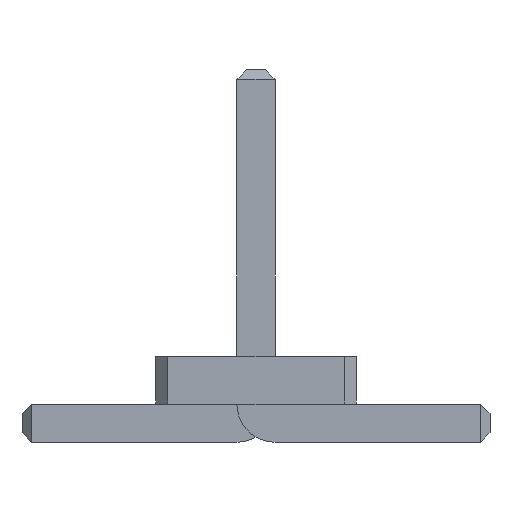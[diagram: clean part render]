
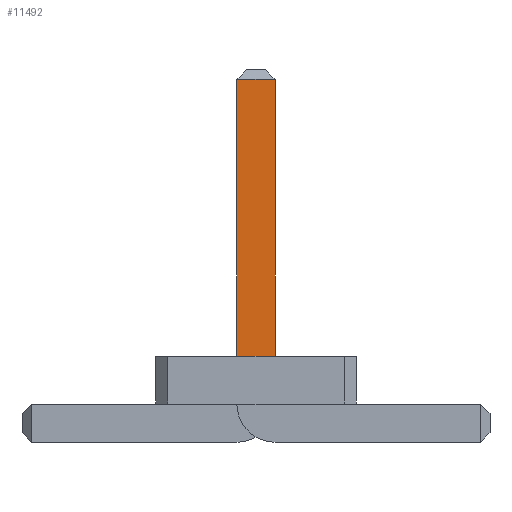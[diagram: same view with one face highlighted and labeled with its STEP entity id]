
A CAD part, front view. The second image highlights one B-rep face of the part: STEP entity #11492.
In plain terms, the highlighted planar face has unit normal (0, -1, 0).
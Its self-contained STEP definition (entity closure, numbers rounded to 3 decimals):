
#4330 = EDGE_CURVE('',#4331,#4333,#4335,.T.);
#4331 = VERTEX_POINT('',#4332);
#4332 = CARTESIAN_POINT('',(0.2,-14.805,0.9));
#4333 = VERTEX_POINT('',#4334);
#4334 = CARTESIAN_POINT('',(-0.2,-14.805,0.9));
#4335 = LINE('',#4336,#4337);
#4336 = CARTESIAN_POINT('',(-0.562,-14.805,0.9));
#4337 = VECTOR('',#4338,1.);
#4338 = DIRECTION('',(-1.,-0.,-0.));
#11492 = ADVANCED_FACE('',(#11493),#11518,.T.);
#11493 = FACE_BOUND('',#11494,.T.);
#11494 = EDGE_LOOP('',(#11495,#11503,#11504,#11512));
#11495 = ORIENTED_EDGE('',*,*,#11496,.F.);
#11496 = EDGE_CURVE('',#4333,#11497,#11499,.T.);
#11497 = VERTEX_POINT('',#11498);
#11498 = CARTESIAN_POINT('',(-0.2,-14.805,3.8));
#11499 = LINE('',#11500,#11501);
#11500 = CARTESIAN_POINT('',(-0.2,-14.805,0.));
#11501 = VECTOR('',#11502,1.);
#11502 = DIRECTION('',(0.,0.,1.));
#11503 = ORIENTED_EDGE('',*,*,#4330,.F.);
#11504 = ORIENTED_EDGE('',*,*,#11505,.F.);
#11505 = EDGE_CURVE('',#11506,#4331,#11508,.T.);
#11506 = VERTEX_POINT('',#11507);
#11507 = CARTESIAN_POINT('',(0.2,-14.805,3.8));
#11508 = LINE('',#11509,#11510);
#11509 = CARTESIAN_POINT('',(0.2,-14.805,3.9));
#11510 = VECTOR('',#11511,1.);
#11511 = DIRECTION('',(0.,0.,-1.));
#11512 = ORIENTED_EDGE('',*,*,#11513,.F.);
#11513 = EDGE_CURVE('',#11497,#11506,#11514,.T.);
#11514 = LINE('',#11515,#11516);
#11515 = CARTESIAN_POINT('',(-0.2,-14.805,3.8));
#11516 = VECTOR('',#11517,1.);
#11517 = DIRECTION('',(1.,0.,0.));
#11518 = PLANE('',#11519);
#11519 = AXIS2_PLACEMENT_3D('',#11520,#11521,#11522);
#11520 = CARTESIAN_POINT('',(-0.2,-14.805,3.9));
#11521 = DIRECTION('',(0.,-1.,0.));
#11522 = DIRECTION('',(0.,0.,-1.));
